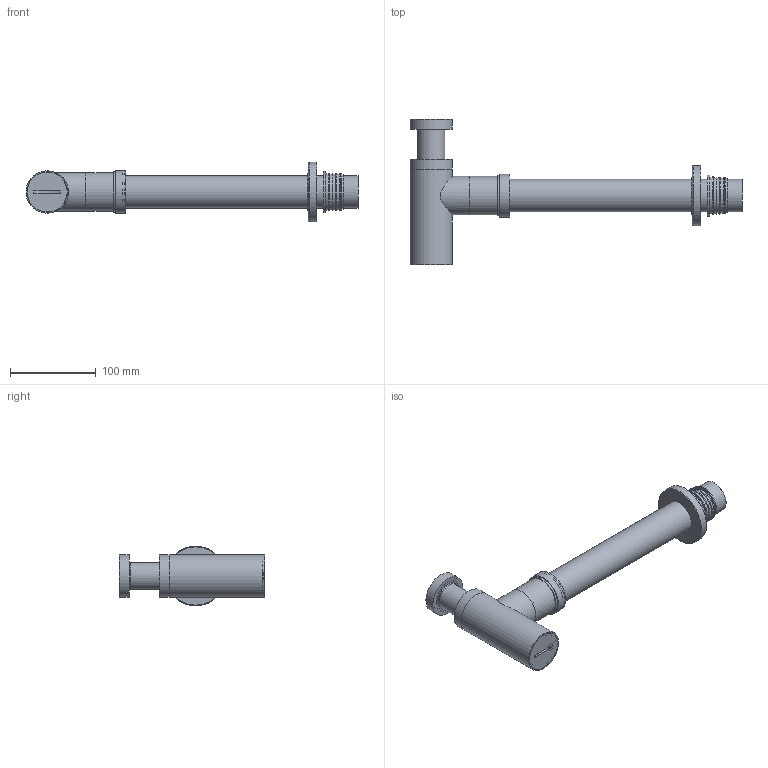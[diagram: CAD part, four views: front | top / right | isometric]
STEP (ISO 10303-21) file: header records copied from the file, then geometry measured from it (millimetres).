
FILE_DESCRIPTION(/* description */ (''),/* implementation_level */ '2;1');
FILE_NAME(/* name */ 'XB-3032',/* time_stamp */ '2023-02-23T09:42:33+08:00',/* author */ (''),/* organization */ (''),/* preprocessor_version */ 'ST-DEVELOPER v9',/* originating_system */ 'EDS PLM SOLUTIONS - UNIGRAPHICS NX 2.0',/* authorisation */ '');
FILE_SCHEMA (('CONFIG_CONTROL_DESIGN'));
Length unit declared in the file: millimetre
Products named in the file (1): AdmiF1E0epk3
Bounding box: 387.5 x 169.5 x 70 mm (x, y, z)
Volume: 135814 mm3; surface area: 227849.1 mm2
Topology: 13 solids, 14 shells, 191 faces, 340 edges, 219 vertices
Faces by surface type: plane 81, cylinder 67, cone 28, torus 11, bspline 4
Full cylindrical faces by diameter (mm): 27 x1, 29.5 x1, 30.5 x1, 30.7 x1, 31.7 x1, 32 x4, 32.4 x1, 32.7 x1, 33 x2, 34 x1, 34.6 x1, 35 x1, 36.8 x1, 37 x3, 38 x5, 38.5 x1, 39.5 x1, 39.65 x2, 40 x1, 40.5 x1, 41 x2, 41.5 x3, 42 x1, 42.4 x2, 43.3 x1, 43.6 x1, 45 x5, 45.5 x1, 46 x3, 46.5 x1
Entity records: 4644 total; most frequent: CARTESIAN_POINT 1166, DIRECTION 740, ORIENTED_EDGE 464, EDGE_LOOP 360, AXIS2_PLACEMENT_3D 358, FACE_BOUND 239, EDGE_CURVE 232, VERTEX_POINT 210
